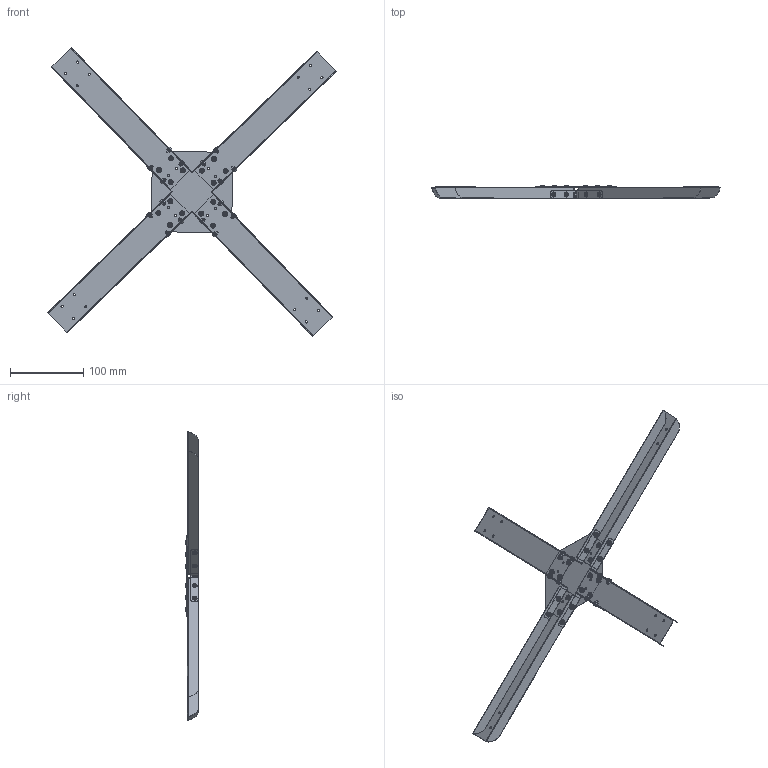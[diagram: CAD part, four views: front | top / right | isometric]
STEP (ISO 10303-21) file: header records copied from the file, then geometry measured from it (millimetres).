
FILE_DESCRIPTION(/* description */ (''),/* implementation_level */ '2;1');
FILE_NAME(/* name */ 'ZespółDronBlacha.stp',/* time_stamp */ '2024-05-03T13:33:09+02:00',/* author */ ('Jamro'),/* organization */ (''),/* preprocessor_version */ 'ST-DEVELOPER v19',/* originating_system */ 'Autodesk Inventor 2023',/* authorisation */ '');
FILE_SCHEMA (('AUTOMOTIVE_DESIGN { 1 0 10303 214 3 1 1 }'));
Length unit declared in the file: millimetre
Products named in the file (7): ZespółDronBlacha; ŚrodejDronBlecha; RamieDronBlacha; KątownikDronBlacha; BS 4168 - M3 x 6; ISO 7089 - 3; ISO 4032 - M3
Assembly tree (105 placements, depth 2):
  ZespółDronBlacha
    ŚrodejDronBlecha
    RamieDronBlacha  x4
    KątownikDronBlacha  x4
    BS 4168 - M3 x 6  x32
    ISO 7089 - 3  x32
    ISO 4032 - M3  x32
Bounding box: 394.45 x 17.15 x 394.45 mm (x, y, z)
Volume: 42096.7 mm3; surface area: 163014.9 mm2
Topology: 105 solids, 105 shells, 1302 faces, 2988 edges, 1928 vertices
Faces by surface type: plane 730, cylinder 316, cone 192, torus 32, bspline 32
Full cylindrical faces by diameter (mm): 2.459 x32, 3 x108, 3.2 x32, 5.7 x32, 7 x32
Entity records: 4903 total; most frequent: DIRECTION 887, CARTESIAN_POINT 800, ORIENTED_EDGE 610, AXIS2_PLACEMENT_3D 366, EDGE_CURVE 305, EDGE_LOOP 206, VERTEX_POINT 195, LINE 155
